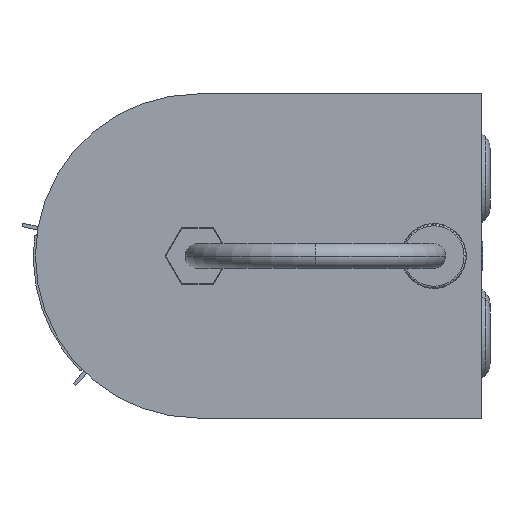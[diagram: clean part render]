
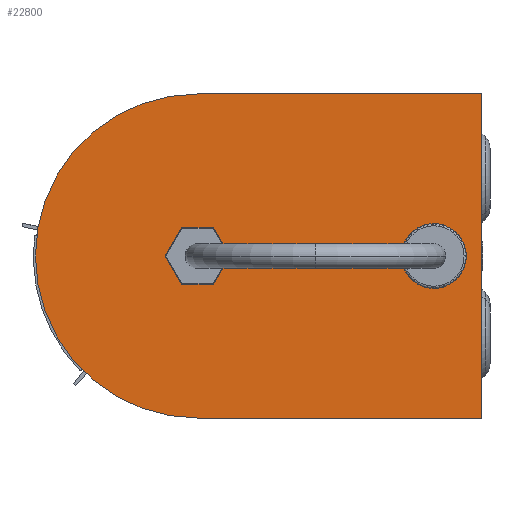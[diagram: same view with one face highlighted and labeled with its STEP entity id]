
A CAD part, left-side view. The second image highlights one B-rep face of the part: STEP entity #22800.
In plain terms, the highlighted planar face has unit normal (-1, 0, 0).
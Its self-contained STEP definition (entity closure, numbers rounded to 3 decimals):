
#467 = PLANE ( 'NONE',  #9315 ) ;
#733 = VECTOR ( 'NONE', #18960, 1000. ) ;
#972 = CARTESIAN_POINT ( 'NONE',  ( -80.47, 11., 0. ) ) ;
#1067 = VERTEX_POINT ( 'NONE', #10918 ) ;
#1298 = LINE ( 'NONE', #30923, #7414 ) ;
#1340 = FACE_BOUND ( 'NONE', #32226, .T. ) ;
#1360 = DIRECTION ( 'NONE',  ( 0., -1., 0. ) ) ;
#1386 = CARTESIAN_POINT ( 'NONE',  ( -80.47, 65.7, -37.5 ) ) ;
#1981 = EDGE_CURVE ( 'NONE', #33279, #24512, #8139, .T. ) ;
#1984 = CARTESIAN_POINT ( 'NONE',  ( -80.47, 11., 7. ) ) ;
#2119 = CARTESIAN_POINT ( 'NONE',  ( -80.47, 62.063, 6.3 ) ) ;
#2217 = VERTEX_POINT ( 'NONE', #25154 ) ;
#2309 = CIRCLE ( 'NONE', #19090, 37.5 ) ;
#3182 = DIRECTION ( 'NONE',  ( 1., 0., 0. ) ) ;
#3563 = DIRECTION ( 'NONE',  ( 0., 0., -1. ) ) ;
#4249 = DIRECTION ( 'NONE',  ( 0., 0., -1. ) ) ;
#4354 = ORIENTED_EDGE ( 'NONE', *, *, #29455, .F. ) ;
#4406 = LINE ( 'NONE', #1386, #24461 ) ;
#4633 = CARTESIAN_POINT ( 'NONE',  ( -80.47, 69.337, -6.3 ) ) ;
#4680 = VERTEX_POINT ( 'NONE', #27448 ) ;
#5014 = ORIENTED_EDGE ( 'NONE', *, *, #28089, .T. ) ;
#5920 = CARTESIAN_POINT ( 'NONE',  ( -80.47, 0., 37.5 ) ) ;
#7030 = EDGE_LOOP ( 'NONE', ( #18523, #7300, #4354, #32622 ) ) ;
#7300 = ORIENTED_EDGE ( 'NONE', *, *, #25611, .F. ) ;
#7414 = VECTOR ( 'NONE', #33572, 1000. ) ;
#7709 = VECTOR ( 'NONE', #14139, 1000. ) ;
#7959 = CIRCLE ( 'NONE', #29055, 7. ) ;
#8139 = CIRCLE ( 'NONE', #30963, 7. ) ;
#8457 = EDGE_CURVE ( 'NONE', #24772, #12985, #27684, .T. ) ;
#8776 = DIRECTION ( 'NONE',  ( 0., 0.5, 0.866 ) ) ;
#9002 = ORIENTED_EDGE ( 'NONE', *, *, #16780, .T. ) ;
#9285 = CARTESIAN_POINT ( 'NONE',  ( -80.47, 69.337, 6.3 ) ) ;
#9315 = AXIS2_PLACEMENT_3D ( 'NONE', #18871, #3182, #21481 ) ;
#9755 = VECTOR ( 'NONE', #22018, 1000. ) ;
#10389 = EDGE_CURVE ( 'NONE', #12985, #30079, #31864, .T. ) ;
#10659 = EDGE_CURVE ( 'NONE', #19094, #2217, #4406, .T. ) ;
#10918 = CARTESIAN_POINT ( 'NONE',  ( -80.47, 58.425, 0. ) ) ;
#11117 = EDGE_CURVE ( 'NONE', #2217, #32466, #2309, .T. ) ;
#12711 = LINE ( 'NONE', #14328, #25812 ) ;
#12985 = VERTEX_POINT ( 'NONE', #9285 ) ;
#13963 = ORIENTED_EDGE ( 'NONE', *, *, #25013, .T. ) ;
#14032 = VERTEX_POINT ( 'NONE', #5920 ) ;
#14139 = DIRECTION ( 'NONE',  ( 0., -0.5, -0.866 ) ) ;
#14328 = CARTESIAN_POINT ( 'NONE',  ( -80.47, 65.657, -12.525 ) ) ;
#16780 = EDGE_CURVE ( 'NONE', #24512, #33279, #7959, .T. ) ;
#16976 = DIRECTION ( 'NONE',  ( 0., 0.5, -0.866 ) ) ;
#17036 = DIRECTION ( 'NONE',  ( 1., 0., 0. ) ) ;
#17308 = CARTESIAN_POINT ( 'NONE',  ( -80.47, 0., 37.5 ) ) ;
#17323 = CARTESIAN_POINT ( 'NONE',  ( -80.47, 65.7, 6.3 ) ) ;
#17909 = ORIENTED_EDGE ( 'NONE', *, *, #1981, .T. ) ;
#18093 = ORIENTED_EDGE ( 'NONE', *, *, #10389, .T. ) ;
#18523 = ORIENTED_EDGE ( 'NONE', *, *, #10659, .F. ) ;
#18871 = CARTESIAN_POINT ( 'NONE',  ( -80.47, 65.7, 0. ) ) ;
#18960 = DIRECTION ( 'NONE',  ( 0., -0.5, 0.866 ) ) ;
#19090 = AXIS2_PLACEMENT_3D ( 'NONE', #32705, #17036, #1360 ) ;
#19094 = VERTEX_POINT ( 'NONE', #32814 ) ;
#19253 = DIRECTION ( 'NONE',  ( 1., 0., 0. ) ) ;
#19406 = CARTESIAN_POINT ( 'NONE',  ( -80.47, 54.831, -6.225 ) ) ;
#19418 = CARTESIAN_POINT ( 'NONE',  ( -80.47, 65.7, 37.5 ) ) ;
#19937 = DIRECTION ( 'NONE',  ( 0., -1., 0. ) ) ;
#20774 = CARTESIAN_POINT ( 'NONE',  ( -80.47, 65.7, 37.5 ) ) ;
#20888 = CARTESIAN_POINT ( 'NONE',  ( -80.47, 72.975, 0. ) ) ;
#21370 = FACE_OUTER_BOUND ( 'NONE', #7030, .T. ) ;
#21481 = DIRECTION ( 'NONE',  ( 0., -1., 0. ) ) ;
#21607 = LINE ( 'NONE', #19406, #7709 ) ;
#22018 = DIRECTION ( 'NONE',  ( 0., -1., 0. ) ) ;
#22556 = LINE ( 'NONE', #27076, #29522 ) ;
#22800 = ADVANCED_FACE ( 'NONE', ( #22991, #1340, #21370 ), #467, .F. ) ;
#22874 = EDGE_CURVE ( 'NONE', #25228, #24772, #22556, .T. ) ;
#22991 = FACE_BOUND ( 'NONE', #23794, .T. ) ;
#23670 = LINE ( 'NONE', #19418, #9755 ) ;
#23794 = EDGE_LOOP ( 'NONE', ( #9002, #17909 ) ) ;
#24053 = VECTOR ( 'NONE', #19937, 1000. ) ;
#24461 = VECTOR ( 'NONE', #32730, 1000. ) ;
#24512 = VERTEX_POINT ( 'NONE', #32819 ) ;
#24772 = VERTEX_POINT ( 'NONE', #20888 ) ;
#24936 = DIRECTION ( 'NONE',  ( 0., 0., -1. ) ) ;
#25013 = EDGE_CURVE ( 'NONE', #30079, #1067, #21607, .T. ) ;
#25154 = CARTESIAN_POINT ( 'NONE',  ( -80.47, 65.7, -37.5 ) ) ;
#25228 = VERTEX_POINT ( 'NONE', #4633 ) ;
#25285 = ORIENTED_EDGE ( 'NONE', *, *, #28500, .T. ) ;
#25611 = EDGE_CURVE ( 'NONE', #14032, #19094, #25633, .T. ) ;
#25633 = LINE ( 'NONE', #17308, #31778 ) ;
#25655 = DIRECTION ( 'NONE',  ( 1., 0., 0. ) ) ;
#25777 = CARTESIAN_POINT ( 'NONE',  ( -80.47, 11., 0. ) ) ;
#25812 = VECTOR ( 'NONE', #16976, 1000. ) ;
#25945 = ORIENTED_EDGE ( 'NONE', *, *, #22874, .T. ) ;
#27076 = CARTESIAN_POINT ( 'NONE',  ( -80.47, 65.743, -12.525 ) ) ;
#27448 = CARTESIAN_POINT ( 'NONE',  ( -80.47, 62.063, -6.3 ) ) ;
#27684 = LINE ( 'NONE', #29345, #733 ) ;
#28089 = EDGE_CURVE ( 'NONE', #4680, #25228, #1298, .T. ) ;
#28500 = EDGE_CURVE ( 'NONE', #1067, #4680, #12711, .T. ) ;
#29055 = AXIS2_PLACEMENT_3D ( 'NONE', #972, #19253, #3563 ) ;
#29345 = CARTESIAN_POINT ( 'NONE',  ( -80.47, 76.569, -6.225 ) ) ;
#29455 = EDGE_CURVE ( 'NONE', #32466, #14032, #23670, .T. ) ;
#29522 = VECTOR ( 'NONE', #8776, 1000. ) ;
#30079 = VERTEX_POINT ( 'NONE', #2119 ) ;
#30923 = CARTESIAN_POINT ( 'NONE',  ( -80.47, 65.7, -6.3 ) ) ;
#30963 = AXIS2_PLACEMENT_3D ( 'NONE', #25777, #25655, #24936 ) ;
#31778 = VECTOR ( 'NONE', #4249, 1000. ) ;
#31864 = LINE ( 'NONE', #17323, #24053 ) ;
#32207 = ORIENTED_EDGE ( 'NONE', *, *, #8457, .T. ) ;
#32226 = EDGE_LOOP ( 'NONE', ( #13963, #25285, #5014, #25945, #32207, #18093 ) ) ;
#32466 = VERTEX_POINT ( 'NONE', #20774 ) ;
#32622 = ORIENTED_EDGE ( 'NONE', *, *, #11117, .F. ) ;
#32705 = CARTESIAN_POINT ( 'NONE',  ( -80.47, 65.7, 0. ) ) ;
#32730 = DIRECTION ( 'NONE',  ( 0., 1., 0. ) ) ;
#32814 = CARTESIAN_POINT ( 'NONE',  ( -80.47, 0., -37.5 ) ) ;
#32819 = CARTESIAN_POINT ( 'NONE',  ( -80.47, 11., -7. ) ) ;
#33279 = VERTEX_POINT ( 'NONE', #1984 ) ;
#33572 = DIRECTION ( 'NONE',  ( 0., 1., 0. ) ) ;
